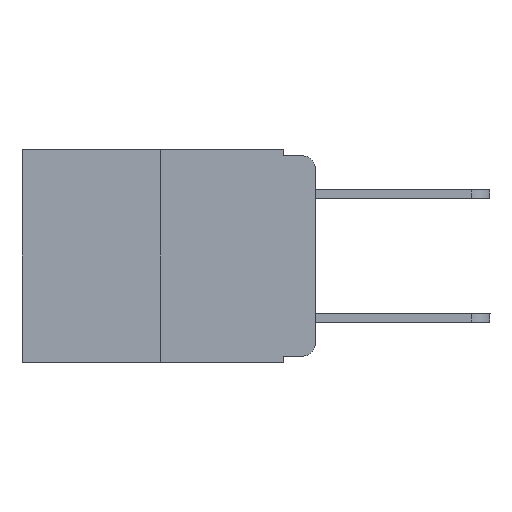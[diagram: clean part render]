
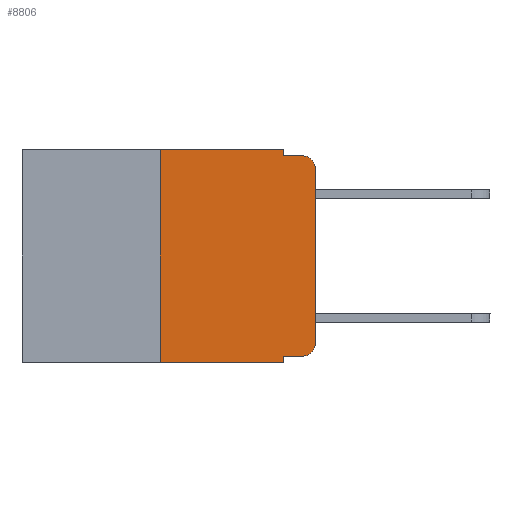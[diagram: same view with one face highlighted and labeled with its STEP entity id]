
A CAD part, left-side view. The second image highlights one B-rep face of the part: STEP entity #8806.
In plain terms, the highlighted planar face has unit normal (-1, 0, 0).
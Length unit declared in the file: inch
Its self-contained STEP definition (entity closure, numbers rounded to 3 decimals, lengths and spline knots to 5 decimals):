
#66 = DIRECTION ( 'NONE',  ( 0., -1., 0. ) ) ;
#158 = DIRECTION ( 'NONE',  ( 0., 0., -1. ) ) ;
#656 = LINE ( 'NONE', #21110, #12682 ) ;
#734 = CARTESIAN_POINT ( 'NONE',  ( 0., 0.051, -0.01 ) ) ;
#1037 = AXIS2_PLACEMENT_3D ( 'NONE', #12291, #5305, #9259 ) ;
#1091 = LINE ( 'NONE', #12043, #22321 ) ;
#1326 = ORIENTED_EDGE ( 'NONE', *, *, #23587, .T. ) ;
#1333 = DIRECTION ( 'NONE',  ( 0., 0., -1. ) ) ;
#1412 = CARTESIAN_POINT ( 'NONE',  ( 0., 0.051, -0.01 ) ) ;
#1504 = VECTOR ( 'NONE', #14629, 39.37008 ) ;
#1558 = CARTESIAN_POINT ( 'NONE',  ( 0., 0.25, 0. ) ) ;
#1688 = LINE ( 'NONE', #16075, #16173 ) ;
#1724 = CARTESIAN_POINT ( 'NONE',  ( 0., 0.051, -0.333 ) ) ;
#2814 = CARTESIAN_POINT ( 'NONE',  ( 0., 0., 0. ) ) ;
#2879 = CARTESIAN_POINT ( 'NONE',  ( 0., 0.25, 0. ) ) ;
#3025 = CARTESIAN_POINT ( 'NONE',  ( 0., 0.02, -0.333 ) ) ;
#3915 = DIRECTION ( 'NONE',  ( 0., 0., -1. ) ) ;
#4280 = CARTESIAN_POINT ( 'NONE',  ( 0., 0.473, -0.343 ) ) ;
#4756 = LINE ( 'NONE', #734, #25053 ) ;
#4918 = ORIENTED_EDGE ( 'NONE', *, *, #10036, .T. ) ;
#5056 = VERTEX_POINT ( 'NONE', #7753 ) ;
#5305 = DIRECTION ( 'NONE',  ( 1., 0., 0. ) ) ;
#5849 = DIRECTION ( 'NONE',  ( -1., 0., 0. ) ) ;
#6575 = CIRCLE ( 'NONE', #23189, 0.02 ) ;
#6783 = LINE ( 'NONE', #2879, #1504 ) ;
#7052 = CARTESIAN_POINT ( 'NONE',  ( 0., 0.051, 0. ) ) ;
#7753 = CARTESIAN_POINT ( 'NONE',  ( 0., 0.051, 0. ) ) ;
#7781 = ORIENTED_EDGE ( 'NONE', *, *, #15979, .F. ) ;
#7821 = EDGE_CURVE ( 'NONE', #7851, #8282, #19616, .T. ) ;
#7851 = VERTEX_POINT ( 'NONE', #10120 ) ;
#8041 = ORIENTED_EDGE ( 'NONE', *, *, #15946, .F. ) ;
#8088 = DIRECTION ( 'NONE',  ( 0., -1., 0. ) ) ;
#8282 = VERTEX_POINT ( 'NONE', #19695 ) ;
#8471 = LINE ( 'NONE', #7052, #14337 ) ;
#8806 = ADVANCED_FACE ( 'NONE', ( #19854 ), #13777, .F. ) ;
#8845 = ORIENTED_EDGE ( 'NONE', *, *, #7821, .T. ) ;
#9259 = DIRECTION ( 'NONE',  ( 0., 0., -1. ) ) ;
#9587 = VERTEX_POINT ( 'NONE', #1412 ) ;
#9776 = DIRECTION ( 'NONE',  ( 0., 0., -1. ) ) ;
#9956 = ORIENTED_EDGE ( 'NONE', *, *, #13492, .F. ) ;
#10036 = EDGE_CURVE ( 'NONE', #16115, #16555, #1688, .T. ) ;
#10120 = CARTESIAN_POINT ( 'NONE',  ( 0., 0.25, -0.343 ) ) ;
#10182 = CIRCLE ( 'NONE', #17102, 0.02 ) ;
#10304 = ORIENTED_EDGE ( 'NONE', *, *, #22872, .T. ) ;
#11179 = EDGE_LOOP ( 'NONE', ( #1326, #20692, #8041, #15152, #21210, #9956, #8845, #7781, #4918, #10304 ) ) ;
#11366 = CARTESIAN_POINT ( 'NONE',  ( 0., 0., -0.313 ) ) ;
#12043 = CARTESIAN_POINT ( 'NONE',  ( 0., 0.473, 0. ) ) ;
#12099 = EDGE_CURVE ( 'NONE', #5056, #9587, #656, .T. ) ;
#12291 = CARTESIAN_POINT ( 'NONE',  ( 0., 0.473, 0. ) ) ;
#12682 = VECTOR ( 'NONE', #3915, 39.37008 ) ;
#13411 = CARTESIAN_POINT ( 'NONE',  ( 0., 0.02, -0.03 ) ) ;
#13492 = EDGE_CURVE ( 'NONE', #7851, #19192, #6783, .T. ) ;
#13777 = PLANE ( 'NONE',  #1037 ) ;
#14257 = CARTESIAN_POINT ( 'NONE',  ( 0., 0.02, -0.01 ) ) ;
#14337 = VECTOR ( 'NONE', #1333, 39.37008 ) ;
#14629 = DIRECTION ( 'NONE',  ( 0., 0., 1. ) ) ;
#15107 = LINE ( 'NONE', #2814, #21557 ) ;
#15152 = ORIENTED_EDGE ( 'NONE', *, *, #12099, .F. ) ;
#15933 = DIRECTION ( 'NONE',  ( -1., 0., 0. ) ) ;
#15946 = EDGE_CURVE ( 'NONE', #9587, #24731, #4756, .T. ) ;
#15979 = EDGE_CURVE ( 'NONE', #16115, #8282, #8471, .T. ) ;
#16075 = CARTESIAN_POINT ( 'NONE',  ( 0., 0.051, -0.333 ) ) ;
#16115 = VERTEX_POINT ( 'NONE', #1724 ) ;
#16173 = VECTOR ( 'NONE', #8088, 39.37008 ) ;
#16327 = VERTEX_POINT ( 'NONE', #11366 ) ;
#16555 = VERTEX_POINT ( 'NONE', #3025 ) ;
#17102 = AXIS2_PLACEMENT_3D ( 'NONE', #20186, #15933, #158 ) ;
#19192 = VERTEX_POINT ( 'NONE', #1558 ) ;
#19616 = LINE ( 'NONE', #4280, #23033 ) ;
#19695 = CARTESIAN_POINT ( 'NONE',  ( 0., 0.051, -0.343 ) ) ;
#19854 = FACE_OUTER_BOUND ( 'NONE', #11179, .T. ) ;
#19895 = VERTEX_POINT ( 'NONE', #21590 ) ;
#19936 = EDGE_CURVE ( 'NONE', #19192, #5056, #1091, .T. ) ;
#19998 = DIRECTION ( 'NONE',  ( 0., -1., 0. ) ) ;
#20186 = CARTESIAN_POINT ( 'NONE',  ( 0., 0.02, -0.313 ) ) ;
#20692 = ORIENTED_EDGE ( 'NONE', *, *, #21465, .T. ) ;
#21110 = CARTESIAN_POINT ( 'NONE',  ( 0., 0.051, 0. ) ) ;
#21210 = ORIENTED_EDGE ( 'NONE', *, *, #19936, .F. ) ;
#21465 = EDGE_CURVE ( 'NONE', #19895, #24731, #6575, .T. ) ;
#21557 = VECTOR ( 'NONE', #24517, 39.37008 ) ;
#21590 = CARTESIAN_POINT ( 'NONE',  ( 0., 0., -0.03 ) ) ;
#22321 = VECTOR ( 'NONE', #66, 39.37008 ) ;
#22418 = DIRECTION ( 'NONE',  ( 0., -1., 0. ) ) ;
#22872 = EDGE_CURVE ( 'NONE', #16555, #16327, #10182, .T. ) ;
#23033 = VECTOR ( 'NONE', #19998, 39.37008 ) ;
#23189 = AXIS2_PLACEMENT_3D ( 'NONE', #13411, #5849, #9776 ) ;
#23587 = EDGE_CURVE ( 'NONE', #16327, #19895, #15107, .T. ) ;
#24517 = DIRECTION ( 'NONE',  ( 0., 0., 1. ) ) ;
#24731 = VERTEX_POINT ( 'NONE', #14257 ) ;
#25053 = VECTOR ( 'NONE', #22418, 39.37008 ) ;
